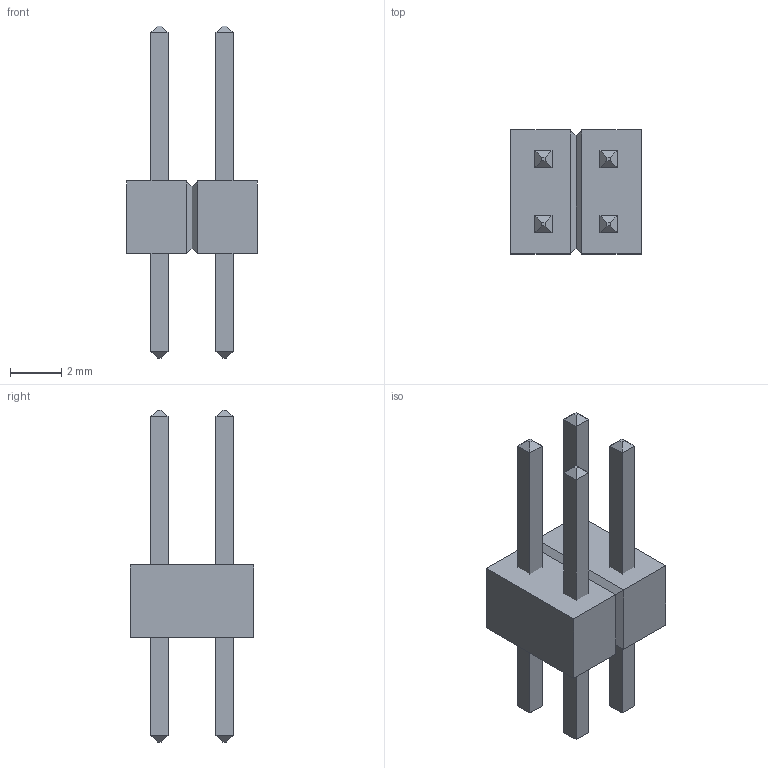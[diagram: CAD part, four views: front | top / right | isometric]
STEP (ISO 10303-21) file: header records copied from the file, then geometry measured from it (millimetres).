
FILE_DESCRIPTION(('FreeCAD Model'),'2;1');
FILE_NAME('4630061.1.1.stp','2021-08-31T10:33:56',( 'Author'),(''),'Open CASCADE STEP processor 6.9','FreeCAD','Unknown' );
FILE_SCHEMA(('AUTOMOTIVE_DESIGN { 1 0 10303 214 1 1 1 1 }'));
Length unit declared in the file: millimetre
Products named in the file (3): ASSEMBLY; Body; LeadsArray
Assembly tree (2 placements, depth 2):
  ASSEMBLY
    Body
    LeadsArray
Bounding box: 5.08 x 4.83 x 12.94 mm (x, y, z)
Volume: 91.6 mm3; surface area: 245.6 mm2
Topology: 5 solids, 5 shells, 74 faces, 148 edges, 84 vertices
Faces by surface type: plane 74
Entity records: 3815 total; most frequent: CARTESIAN_POINT 621, DIRECTION 582, LINE 428, VECTOR 428, ORIENTED_EDGE 296, PCURVE 296, DEFINITIONAL_REPRESENTATION 296, EDGE_CURVE 148
